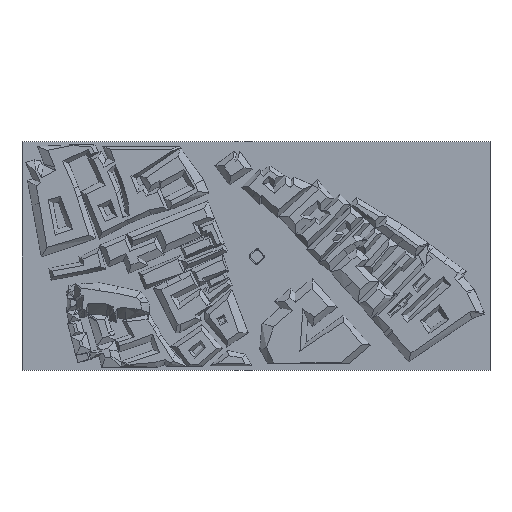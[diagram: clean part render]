
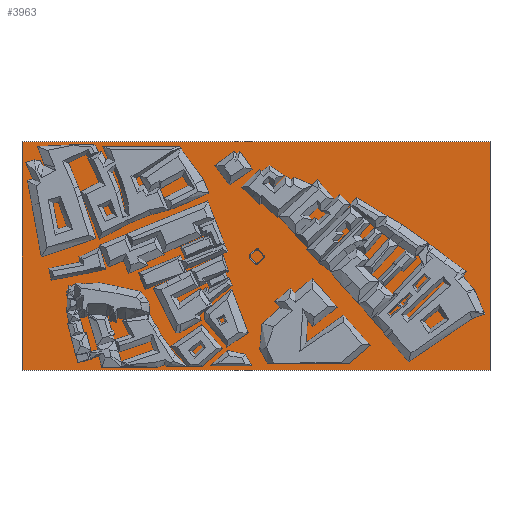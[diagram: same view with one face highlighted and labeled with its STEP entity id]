
A CAD part, top view. The second image highlights one B-rep face of the part: STEP entity #3963.
In plain terms, the highlighted planar face has unit normal (0, 0, 1).
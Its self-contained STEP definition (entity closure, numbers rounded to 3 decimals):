
#3844 = VERTEX_POINT('',#3845);
#3845 = CARTESIAN_POINT('',(-196559.703,82658.804,0.));
#3862 = VERTEX_POINT('',#3863);
#3863 = CARTESIAN_POINT('',(-196559.703,-112046.376,0.));
#3869 = EDGE_CURVE('',#3844,#3862,#3870,.T.);
#3870 = LINE('',#3871,#3872);
#3871 = CARTESIAN_POINT('',(-196559.703,82658.804,0.));
#3872 = VECTOR('',#3873,1.);
#3873 = DIRECTION('',(0.,-1.,0.));
#3893 = VERTEX_POINT('',#3894);
#3894 = CARTESIAN_POINT('',(202605.,-112046.376,0.));
#3900 = EDGE_CURVE('',#3862,#3893,#3901,.T.);
#3901 = LINE('',#3902,#3903);
#3902 = CARTESIAN_POINT('',(-196559.703,-112046.376,0.));
#3903 = VECTOR('',#3904,1.);
#3904 = DIRECTION('',(1.,0.,0.));
#3924 = VERTEX_POINT('',#3925);
#3925 = CARTESIAN_POINT('',(202605.,82658.804,0.));
#3931 = EDGE_CURVE('',#3893,#3924,#3932,.T.);
#3932 = LINE('',#3933,#3934);
#3933 = CARTESIAN_POINT('',(202605.,-112046.376,0.));
#3934 = VECTOR('',#3935,1.);
#3935 = DIRECTION('',(0.,1.,0.));
#3953 = EDGE_CURVE('',#3844,#3924,#3954,.T.);
#3954 = LINE('',#3955,#3956);
#3955 = CARTESIAN_POINT('',(-196559.703,82658.804,0.));
#3956 = VECTOR('',#3957,1.);
#3957 = DIRECTION('',(1.,0.,0.));
#3963 = ADVANCED_FACE('',(#3964),#3970,.T.);
#3964 = FACE_BOUND('',#3965,.T.);
#3965 = EDGE_LOOP('',(#3966,#3967,#3968,#3969));
#3966 = ORIENTED_EDGE('',*,*,#3869,.T.);
#3967 = ORIENTED_EDGE('',*,*,#3900,.T.);
#3968 = ORIENTED_EDGE('',*,*,#3931,.T.);
#3969 = ORIENTED_EDGE('',*,*,#3953,.F.);
#3970 = PLANE('',#3971);
#3971 = AXIS2_PLACEMENT_3D('',#3972,#3973,#3974);
#3972 = CARTESIAN_POINT('',(3022.648,-14693.786,0.));
#3973 = DIRECTION('',(0.,0.,1.));
#3974 = DIRECTION('',(1.,0.,0.));
